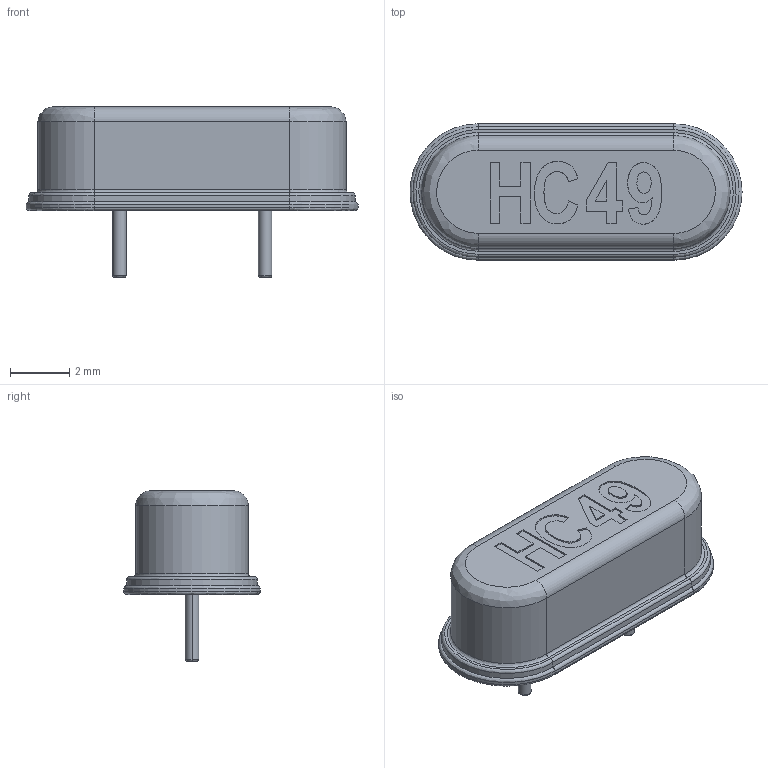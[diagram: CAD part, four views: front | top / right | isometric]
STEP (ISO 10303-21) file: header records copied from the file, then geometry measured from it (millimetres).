
FILE_DESCRIPTION (( 'STEP AP214' ), '1' );
FILE_NAME ('User Library-HC-49-1.STEP', '2022-04-11T03:27:15', ( '' ), ( '' ), 'SwSTEP 2.0', 'SolidWorks 2021', '' );
FILE_SCHEMA (( 'AUTOMOTIVE_DESIGN' ));
Length unit declared in the file: millimetre
Products named in the file (1): User Library-HC-49-1
Bounding box: 11.2 x 4.6 x 5.75 mm (x, y, z)
Volume: 131.9 mm3; surface area: 181.5 mm2
Topology: 1 solids, 1 shells, 112 faces, 269 edges, 170 vertices
Faces by surface type: plane 48, bspline 41, cylinder 23
Entity records: 6523 total; most frequent: CARTESIAN_POINT 4025, ORIENTED_EDGE 538, DIRECTION 409, EDGE_CURVE 269, VERTEX_POINT 170, LINE 149, VECTOR 149, AXIS2_PLACEMENT_3D 130
